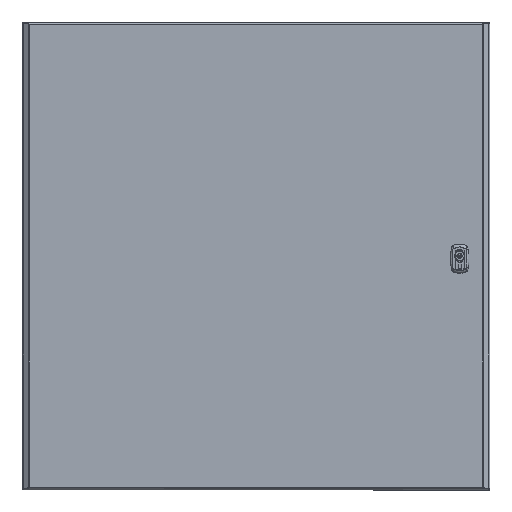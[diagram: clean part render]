
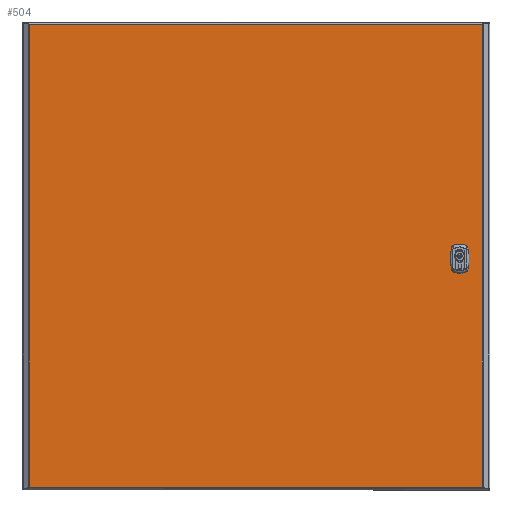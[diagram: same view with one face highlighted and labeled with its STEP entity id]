
A CAD part, top view. The second image highlights one B-rep face of the part: STEP entity #504.
In plain terms, the highlighted planar face has unit normal (0, 0, 1).
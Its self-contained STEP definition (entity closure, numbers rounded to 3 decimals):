
#504=ADVANCED_FACE('',(#1874,#1875),#1876,.F.);
#1874=FACE_OUTER_BOUND('',#5836,.T.);
#1875=FACE_BOUND('',#5837,.T.);
#1876=PLANE('',#5838);
#5836=EDGE_LOOP('',(#13019,#13020,#13021,#13022));
#5837=EDGE_LOOP('',(#13023,#13024,#13025,#13026));
#5838=AXIS2_PLACEMENT_3D('',#13027,#13028,#13029);
#13019=ORIENTED_EDGE('',*,*,#19594,.T.);
#13020=ORIENTED_EDGE('',*,*,#19593,.T.);
#13021=ORIENTED_EDGE('',*,*,#19592,.T.);
#13022=ORIENTED_EDGE('',*,*,#19602,.T.);
#13023=ORIENTED_EDGE('',*,*,#19591,.F.);
#13024=ORIENTED_EDGE('',*,*,#19589,.F.);
#13025=ORIENTED_EDGE('',*,*,#19587,.F.);
#13026=ORIENTED_EDGE('',*,*,#19585,.F.);
#13027=CARTESIAN_POINT('',(399.843,398.6,304.01));
#13028=DIRECTION('',(-0.0,0.,-1.0));
#13029=DIRECTION('',(-1.0,0.0,0.0));
#19585=EDGE_CURVE('',#22516,#22518,#22519,.T.);
#19587=EDGE_CURVE('',#22518,#22521,#22522,.T.);
#19589=EDGE_CURVE('',#22521,#22524,#22525,.T.);
#19591=EDGE_CURVE('',#22524,#22516,#22527,.T.);
#19592=EDGE_CURVE('',#22470,#22513,#22528,.T.);
#19593=EDGE_CURVE('',#22481,#22470,#22529,.T.);
#19594=EDGE_CURVE('',#22486,#22481,#22530,.T.);
#19602=EDGE_CURVE('',#22513,#22486,#22540,.T.);
#22470=VERTEX_POINT('',#28578);
#22481=VERTEX_POINT('',#28629);
#22486=VERTEX_POINT('',#28654);
#22513=VERTEX_POINT('',#28739);
#22516=VERTEX_POINT('',#28752);
#22518=VERTEX_POINT('',#28755);
#22519=LINE('',#28756,#28757);
#22521=VERTEX_POINT('',#28760);
#22522=CIRCLE('',#28761,11.5);
#22524=VERTEX_POINT('',#28764);
#22525=LINE('',#28765,#28766);
#22527=CIRCLE('',#28769,11.5);
#22528=LINE('',#28770,#28771);
#22529=LINE('',#28772,#28773);
#22530=LINE('',#28774,#28775);
#22540=LINE('',#28824,#28825);
#28578=CARTESIAN_POINT('',(12.352,793.9,304.01));
#28629=CARTESIAN_POINT('',(787.334,793.9,304.01));
#28654=CARTESIAN_POINT('',(787.334,3.3,304.01));
#28739=CARTESIAN_POINT('',(12.352,3.3,304.01));
#28752=CARTESIAN_POINT('',(738.343,404.279,304.01));
#28755=CARTESIAN_POINT('',(738.343,392.921,304.01));
#28756=CARTESIAN_POINT('',(738.343,404.279,304.01));
#28757=VECTOR('',#38814,11.358);
#28760=CARTESIAN_POINT('',(758.343,392.921,304.01));
#28761=AXIS2_PLACEMENT_3D('',#38816,#38817,#38818);
#28764=CARTESIAN_POINT('',(758.343,404.279,304.01));
#28765=CARTESIAN_POINT('',(758.343,392.921,304.01));
#28766=VECTOR('',#38820,11.358);
#28769=AXIS2_PLACEMENT_3D('',#38822,#38823,#38824);
#28770=CARTESIAN_POINT('',(12.352,793.9,304.01));
#28771=VECTOR('',#38825,790.6);
#28772=CARTESIAN_POINT('',(787.334,793.9,304.01));
#28773=VECTOR('',#38826,774.982);
#28774=CARTESIAN_POINT('',(787.334,3.3,304.01));
#28775=VECTOR('',#38827,790.6);
#28824=CARTESIAN_POINT('',(12.352,3.3,304.01));
#28825=VECTOR('',#38831,774.982);
#38814=DIRECTION('',(0.,-1.0,0.));
#38816=CARTESIAN_POINT('',(748.343,398.6,304.01));
#38817=DIRECTION('',(0.0,0.,1.0));
#38818=DIRECTION('',(-0.87,-0.494,0.));
#38820=DIRECTION('',(0.0,1.0,0.));
#38822=CARTESIAN_POINT('',(748.343,398.6,304.01));
#38823=DIRECTION('',(0.0,0.,1.0));
#38824=DIRECTION('',(0.87,0.494,0.));
#38825=DIRECTION('',(0.0,-1.0,0.));
#38826=DIRECTION('',(-1.0,0.0,0.0));
#38827=DIRECTION('',(0.0,1.0,0.));
#38831=DIRECTION('',(1.0,-0.0,0.0));
